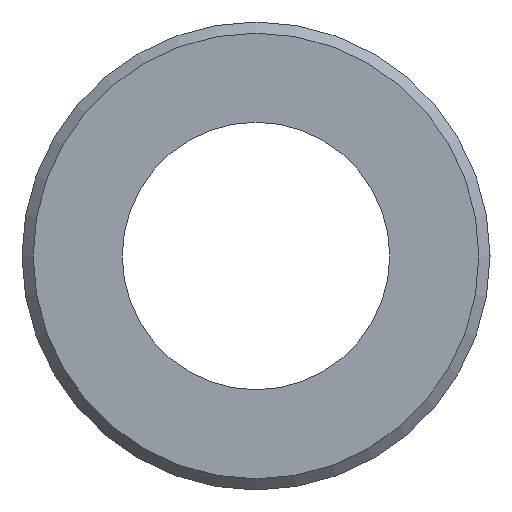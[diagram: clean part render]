
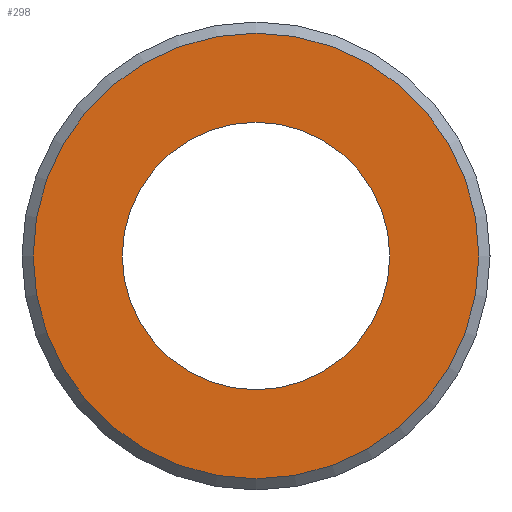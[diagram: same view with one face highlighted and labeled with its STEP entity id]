
A CAD part, left-side view. The second image highlights one B-rep face of the part: STEP entity #298.
In plain terms, the highlighted planar face has unit normal (-1, 0, 0).
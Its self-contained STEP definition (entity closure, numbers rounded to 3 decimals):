
#12 = DIRECTION ( 'NONE',  ( -1., 0., 0. ) ) ;
#44 = EDGE_LOOP ( 'NONE', ( #78 ) ) ;
#75 = ORIENTED_EDGE ( 'NONE', *, *, #219, .F. ) ;
#78 = ORIENTED_EDGE ( 'NONE', *, *, #200, .F. ) ;
#107 = DIRECTION ( 'NONE',  ( 0., 0., -1. ) ) ;
#113 = AXIS2_PLACEMENT_3D ( 'NONE', #363, #360, #359 ) ;
#119 = CARTESIAN_POINT ( 'NONE',  ( -28.5, 0., 0. ) ) ;
#137 = AXIS2_PLACEMENT_3D ( 'NONE', #306, #302, #296 ) ;
#165 = VERTEX_POINT ( 'NONE', #262 ) ;
#175 = EDGE_LOOP ( 'NONE', ( #75 ) ) ;
#183 = VERTEX_POINT ( 'NONE', #276 ) ;
#200 = EDGE_CURVE ( 'NONE', #183, #183, #307, .T. ) ;
#219 = EDGE_CURVE ( 'NONE', #165, #165, #286, .T. ) ;
#227 = AXIS2_PLACEMENT_3D ( 'NONE', #119, #12, #107 ) ;
#258 = FACE_OUTER_BOUND ( 'NONE', #175, .T. ) ;
#262 = CARTESIAN_POINT ( 'NONE',  ( -28.5, 0., -10. ) ) ;
#271 = FACE_BOUND ( 'NONE', #44, .T. ) ;
#276 = CARTESIAN_POINT ( 'NONE',  ( -28.5, 0., -6. ) ) ;
#286 = CIRCLE ( 'NONE', #113, 10. ) ;
#296 = DIRECTION ( 'NONE',  ( 0., 0., -1. ) ) ;
#298 = ADVANCED_FACE ( 'NONE', ( #271, #258 ), #322, .F. ) ;
#302 = DIRECTION ( 'NONE',  ( 1., 0., 0. ) ) ;
#306 = CARTESIAN_POINT ( 'NONE',  ( -28.5, 0., 0. ) ) ;
#307 = CIRCLE ( 'NONE', #227, 6. ) ;
#322 = PLANE ( 'NONE',  #137 ) ;
#359 = DIRECTION ( 'NONE',  ( 0., 0., -1. ) ) ;
#360 = DIRECTION ( 'NONE',  ( 1., 0., 0. ) ) ;
#363 = CARTESIAN_POINT ( 'NONE',  ( -28.5, 0., 0. ) ) ;
